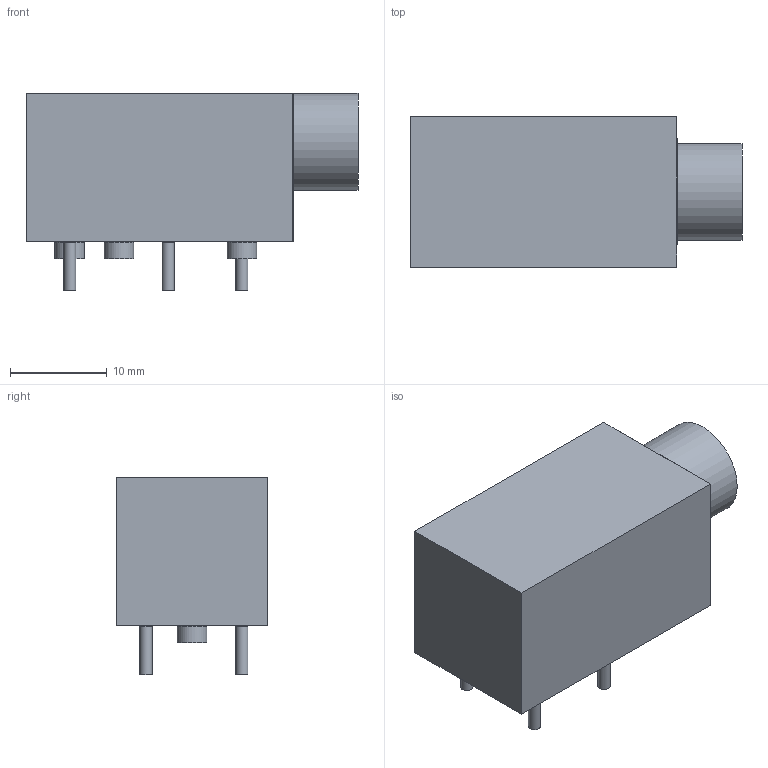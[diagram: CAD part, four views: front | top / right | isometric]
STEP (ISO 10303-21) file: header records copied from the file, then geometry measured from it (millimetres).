
FILE_DESCRIPTION(('FreeCAD Model'),'2;1');
FILE_NAME('Open CASCADE Shape Model','2022-06-24T00:52:46',('Author'),( ''),'Open CASCADE STEP processor 7.5','FreeCAD','Unknown');
FILE_SCHEMA(('AUTOMOTIVE_DESIGN { 1 0 10303 214 1 1 1 1 }'));
Length unit declared in the file: millimetre
Products named in the file (10): Exploded Slice; Slice.1; Slice.2; Slice.3; Slice.4; Slice.5; Slice.6; Slice.7; Slice.8; Cut004
Assembly tree (9 placements, depth 2):
  Exploded Slice
    Slice.1
    Slice.2
    Slice.3
    Slice.4
    Slice.5
    Slice.6
    Slice.7
    Slice.8
    Cut004
Bounding box: 34.3 x 15.62 x 20.44 mm (x, y, z)
Volume: 6149.1 mm3; surface area: 3270.2 mm2
Topology: 9 solids, 9 shells, 56 faces, 80 edges, 52 vertices
Faces by surface type: plane 38, cylinder 18
Full cylindrical faces by diameter (mm): 1.248 x10, 3.051 x6, 6.4 x1, 10 x1
Entity records: 2753 total; most frequent: CARTESIAN_POINT 418, DIRECTION 398, LINE 168, VECTOR 168, ORIENTED_EDGE 160, PCURVE 160, DEFINITIONAL_REPRESENTATION 160, AXIS2_PLACEMENT_3D 102
